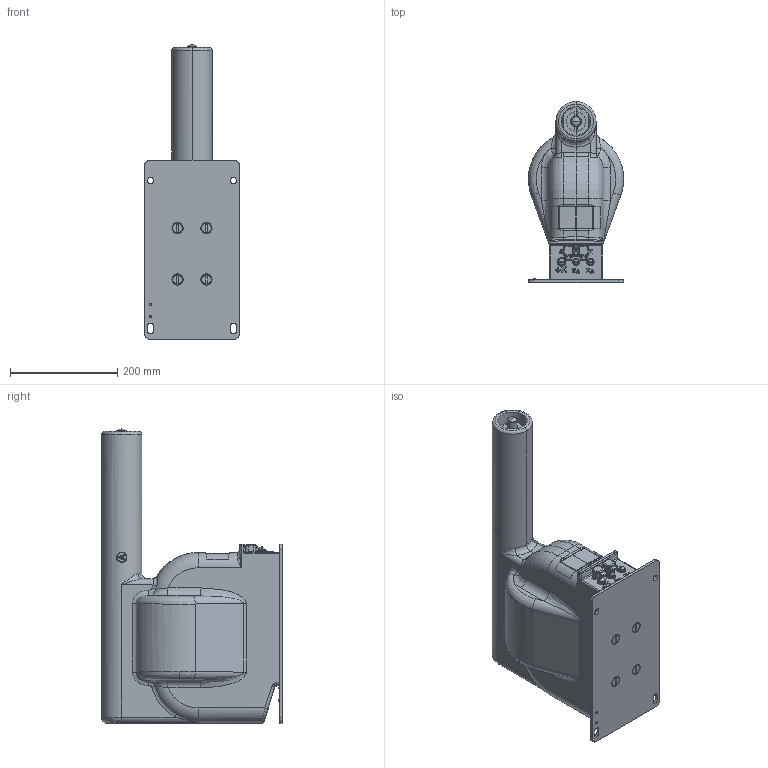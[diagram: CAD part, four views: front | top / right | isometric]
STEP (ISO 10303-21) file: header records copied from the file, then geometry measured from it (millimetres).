
FILE_DESCRIPTION (( 'STEP AP203' ), '1' );
FILE_NAME ('ﾇﾍﾎﾋ.01ﾏ.550-20.STEP', '2017-01-31T10:32:11', ( '' ), ( '' ), 'SwSTEP 2.0', 'SolidWorks 2010', '' );
FILE_SCHEMA (( 'CONFIG_CONTROL_DESIGN' ));
Length unit declared in the file: millimetre
Products named in the file (1): ﾇﾍﾎﾋ.01ﾏ.550-20
Bounding box: 178 x 337.5 x 550 mm (x, y, z)
Surface area: 495471.2 mm2 (no closed solid volume)
Topology: 0 solids, 35 shells, 520 faces, 1579 edges, 1068 vertices
Faces by surface type: plane 188, cylinder 134, bspline 99, cone 59, sphere 22, torus 18
Entity records: 22591 total; most frequent: CARTESIAN_POINT 9296, DIRECTION 2675, ORIENTED_EDGE 2622, EDGE_CURVE 1573, VERTEX_POINT 1068, AXIS2_PLACEMENT_3D 994, VECTOR 687, LINE 687
